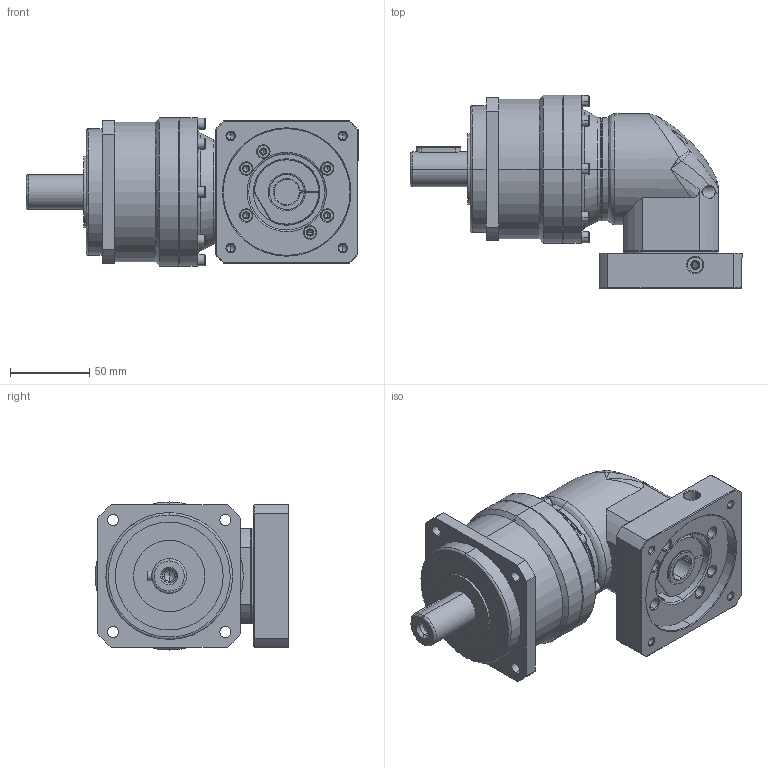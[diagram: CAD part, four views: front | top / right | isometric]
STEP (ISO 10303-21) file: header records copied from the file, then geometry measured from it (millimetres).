
FILE_DESCRIPTION (( 'STEP AP214' ), '1' );
FILE_NAME ('PBL090-L2-16-80-100M6.STEP', '2024-01-06T01:53:00', ( 'admin' ), ( '' ), 'SwSTEP 2.0', 'SolidWorks 2013', '' );
FILE_SCHEMA (( 'AUTOMOTIVE_DESIGN' ));
Length unit declared in the file: millimetre
Products named in the file (7): PBL090-L2-16-80-100M6; SDL060_X2_94DD58F3_X0_-19; SBL060_X2_8F9351658F7495017D2773AF_X0_-19; PB090_X2_4E007EA79F7F570863A5_X0_060; SBL060-80-100M6; PB090_X2_8F9351FA7AEF_X0_; 19_X2_8F6C_X0_16_X2_5957_X0_
Assembly tree (6 placements, depth 2):
  PBL090-L2-16-80-100M6
    SDL060_X2_94DD58F3_X0_-19
    SBL060_X2_8F9351658F7495017D2773AF_X0_-19
    PB090_X2_4E007EA79F7F570863A5_X0_060
    SBL060-80-100M6
    PB090_X2_8F9351FA7AEF_X0_
    19_X2_8F6C_X0_16_X2_5957_X0_
Bounding box: 209.5 x 122.25 x 93.5 mm (x, y, z)
Volume: 963254.1 mm3; surface area: 143099.5 mm2
Topology: 12 solids, 12 shells, 649 faces, 1607 edges, 962 vertices
Faces by surface type: cylinder 247, plane 186, cone 157, bspline 57, torus 2
Entity records: 29538 total; most frequent: CARTESIAN_POINT 7146, DIRECTION 3202, ORIENTED_EDGE 3034, EDGE_CURVE 1517, AXIS2_PLACEMENT_3D 1275, VERTEX_POINT 962, EDGE_LOOP 761, UNCERTAINTY_MEASURE_WITH_UNIT 674
